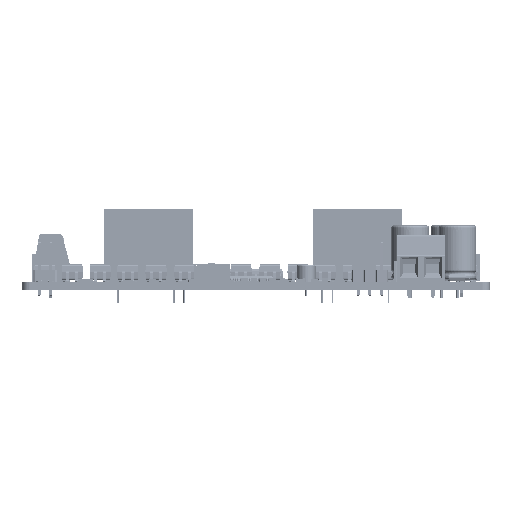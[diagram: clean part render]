
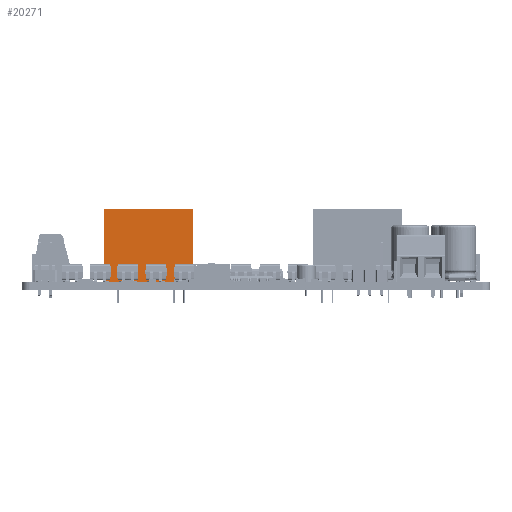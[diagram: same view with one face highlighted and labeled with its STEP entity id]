
A CAD part, left-side view. The second image highlights one B-rep face of the part: STEP entity #20271.
In plain terms, the highlighted planar face has unit normal (-1, 0, 0).
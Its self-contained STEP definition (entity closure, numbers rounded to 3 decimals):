
#20246 = VERTEX_POINT('',#20247);
#20247 = CARTESIAN_POINT('',(-8.23,-9.589,15.5));
#20253 = EDGE_CURVE('',#20254,#20246,#20256,.T.);
#20254 = VERTEX_POINT('',#20255);
#20255 = CARTESIAN_POINT('',(-8.23,-9.589,0.));
#20256 = LINE('',#20257,#20258);
#20257 = CARTESIAN_POINT('',(-8.23,-9.589,0.));
#20258 = VECTOR('',#20259,1.);
#20259 = DIRECTION('',(0.,0.,1.));
#20271 = ADVANCED_FACE('',(#20272),#20297,.T.);
#20272 = FACE_BOUND('',#20273,.T.);
#20273 = EDGE_LOOP('',(#20274,#20275,#20283,#20291));
#20274 = ORIENTED_EDGE('',*,*,#20253,.T.);
#20275 = ORIENTED_EDGE('',*,*,#20276,.T.);
#20276 = EDGE_CURVE('',#20246,#20277,#20279,.T.);
#20277 = VERTEX_POINT('',#20278);
#20278 = CARTESIAN_POINT('',(-8.23,9.589,15.5));
#20279 = LINE('',#20280,#20281);
#20280 = CARTESIAN_POINT('',(-8.23,-9.589,15.5));
#20281 = VECTOR('',#20282,1.);
#20282 = DIRECTION('',(0.,1.,0.));
#20283 = ORIENTED_EDGE('',*,*,#20284,.F.);
#20284 = EDGE_CURVE('',#20285,#20277,#20287,.T.);
#20285 = VERTEX_POINT('',#20286);
#20286 = CARTESIAN_POINT('',(-8.23,9.589,0.));
#20287 = LINE('',#20288,#20289);
#20288 = CARTESIAN_POINT('',(-8.23,9.589,0.));
#20289 = VECTOR('',#20290,1.);
#20290 = DIRECTION('',(0.,0.,1.));
#20291 = ORIENTED_EDGE('',*,*,#20292,.F.);
#20292 = EDGE_CURVE('',#20254,#20285,#20293,.T.);
#20293 = LINE('',#20294,#20295);
#20294 = CARTESIAN_POINT('',(-8.23,-9.589,0.));
#20295 = VECTOR('',#20296,1.);
#20296 = DIRECTION('',(0.,1.,0.));
#20297 = PLANE('',#20298);
#20298 = AXIS2_PLACEMENT_3D('',#20299,#20300,#20301);
#20299 = CARTESIAN_POINT('',(-8.23,-9.589,0.));
#20300 = DIRECTION('',(-1.,0.,0.));
#20301 = DIRECTION('',(0.,1.,0.));
